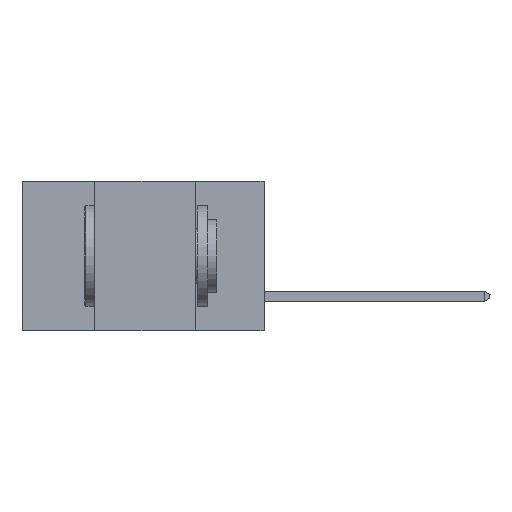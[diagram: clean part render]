
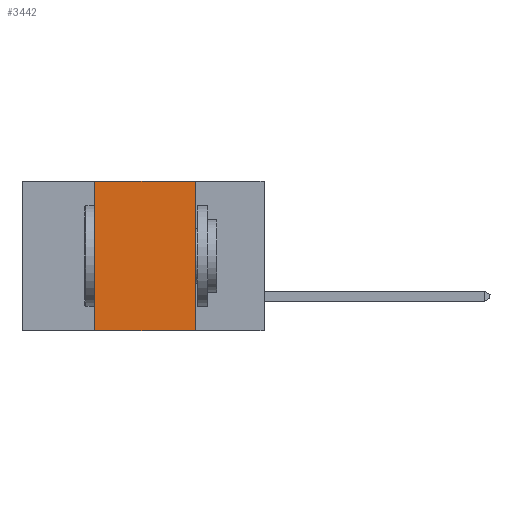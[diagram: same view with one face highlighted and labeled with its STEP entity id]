
A CAD part, left-side view. The second image highlights one B-rep face of the part: STEP entity #3442.
In plain terms, the highlighted planar face has unit normal (-1, 0, 0).
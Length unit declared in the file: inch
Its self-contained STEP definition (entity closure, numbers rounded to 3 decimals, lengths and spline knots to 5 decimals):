
#657 = VECTOR ( 'NONE', #5523, 39.37008 ) ;
#982 = LINE ( 'NONE', #11723, #657 ) ;
#1002 = CARTESIAN_POINT ( 'NONE',  ( 0., 0.17, 0. ) ) ;
#1052 = EDGE_LOOP ( 'NONE', ( #1478, #4209, #4521, #3310 ) ) ;
#1348 = VERTEX_POINT ( 'NONE', #2636 ) ;
#1478 = ORIENTED_EDGE ( 'NONE', *, *, #12186, .F. ) ;
#2174 = VERTEX_POINT ( 'NONE', #3583 ) ;
#2230 = LINE ( 'NONE', #8710, #9747 ) ;
#2265 = VECTOR ( 'NONE', #3377, 39.37008 ) ;
#2583 = PLANE ( 'NONE',  #5617 ) ;
#2636 = CARTESIAN_POINT ( 'NONE',  ( 0., 0.42, 0. ) ) ;
#3052 = DIRECTION ( 'NONE',  ( 0., 0., -1. ) ) ;
#3310 = ORIENTED_EDGE ( 'NONE', *, *, #8052, .T. ) ;
#3377 = DIRECTION ( 'NONE',  ( 0., 0., 1. ) ) ;
#3442 = ADVANCED_FACE ( 'NONE', ( #6040 ), #2583, .F. ) ;
#3583 = CARTESIAN_POINT ( 'NONE',  ( 0., 0.17, -0.37 ) ) ;
#3609 = EDGE_CURVE ( 'NONE', #1348, #9720, #2230, .T. ) ;
#4209 = ORIENTED_EDGE ( 'NONE', *, *, #3609, .F. ) ;
#4521 = ORIENTED_EDGE ( 'NONE', *, *, #9090, .F. ) ;
#4727 = DIRECTION ( 'NONE',  ( 1., 0., 0. ) ) ;
#5523 = DIRECTION ( 'NONE',  ( 0., -1., 0. ) ) ;
#5617 = AXIS2_PLACEMENT_3D ( 'NONE', #9907, #4727, #13389 ) ;
#6040 = FACE_OUTER_BOUND ( 'NONE', #1052, .T. ) ;
#8052 = EDGE_CURVE ( 'NONE', #9625, #2174, #982, .T. ) ;
#8239 = DIRECTION ( 'NONE',  ( 0., -1., 0. ) ) ;
#8247 = CARTESIAN_POINT ( 'NONE',  ( 0., 0.17, 0. ) ) ;
#8452 = LINE ( 'NONE', #8247, #9890 ) ;
#8710 = CARTESIAN_POINT ( 'NONE',  ( 0., 0.6, 0. ) ) ;
#9090 = EDGE_CURVE ( 'NONE', #9625, #1348, #11649, .T. ) ;
#9124 = CARTESIAN_POINT ( 'NONE',  ( 0., 0.42, -0.37 ) ) ;
#9625 = VERTEX_POINT ( 'NONE', #9124 ) ;
#9720 = VERTEX_POINT ( 'NONE', #1002 ) ;
#9747 = VECTOR ( 'NONE', #8239, 39.37008 ) ;
#9890 = VECTOR ( 'NONE', #3052, 39.37008 ) ;
#9907 = CARTESIAN_POINT ( 'NONE',  ( 0., 0.6, 0. ) ) ;
#11649 = LINE ( 'NONE', #11739, #2265 ) ;
#11723 = CARTESIAN_POINT ( 'NONE',  ( 0., 0.6, -0.37 ) ) ;
#11739 = CARTESIAN_POINT ( 'NONE',  ( 0., 0.42, 0. ) ) ;
#12186 = EDGE_CURVE ( 'NONE', #9720, #2174, #8452, .T. ) ;
#13389 = DIRECTION ( 'NONE',  ( 0., 0., -1. ) ) ;
